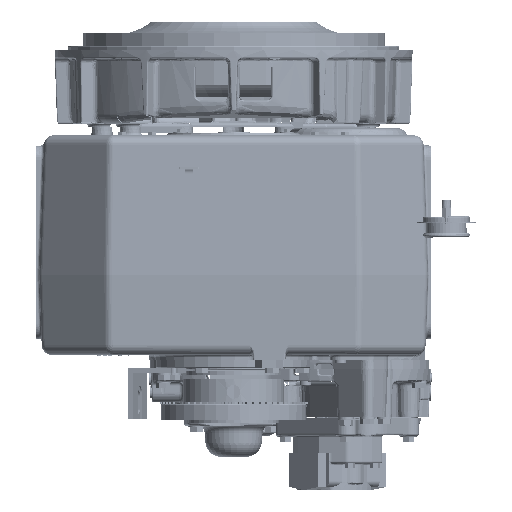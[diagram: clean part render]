
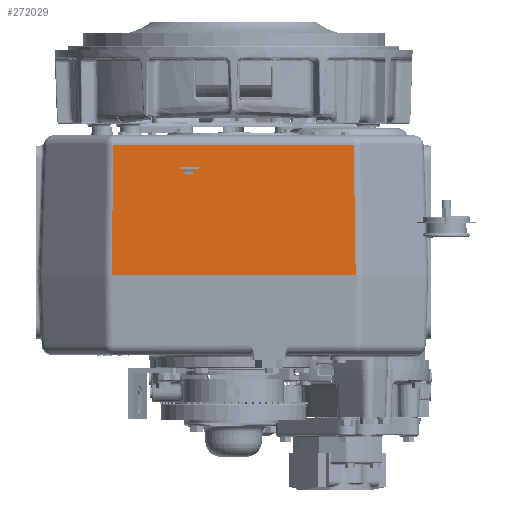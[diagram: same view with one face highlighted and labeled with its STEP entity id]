
A CAD part, front view. The second image highlights one B-rep face of the part: STEP entity #272029.
In plain terms, the highlighted planar face has unit normal (0, -0.999, 0.035).
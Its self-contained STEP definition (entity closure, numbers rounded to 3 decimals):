
#22752 = ORIENTED_EDGE ( 'NONE', *, *, #528485, .T. ) ;
#22767 = ORIENTED_EDGE ( 'NONE', *, *, #528509, .T. ) ;
#22777 = ORIENTED_EDGE ( 'NONE', *, *, #528443, .T. ) ;
#22786 = ORIENTED_EDGE ( 'NONE', *, *, #528521, .F. ) ;
#27206 = AXIS2_PLACEMENT_3D ( 'NONE', #591872, #591925, #591928 ) ;
#248151 = CARTESIAN_POINT ( 'NONE',  ( 185.476, -377.996, -147.142 ) ) ;
#248159 = CARTESIAN_POINT ( 'NONE',  ( 188.377, -385., -347.7 ) ) ;
#248167 = CARTESIAN_POINT ( 'NONE',  ( -185.476, -377.996, -147.142 ) ) ;
#248174 = CARTESIAN_POINT ( 'NONE',  ( -188.377, -385., -347.7 ) ) ;
#272029 = ADVANCED_FACE ( 'NONE', ( #586535 ), #591882, .T. ) ;
#289362 = VERTEX_POINT ( 'NONE', #248151 ) ;
#289367 = VERTEX_POINT ( 'NONE', #248159 ) ;
#289372 = VERTEX_POINT ( 'NONE', #248167 ) ;
#289379 = VERTEX_POINT ( 'NONE', #248174 ) ;
#445781 = EDGE_LOOP ( 'NONE', ( #22752, #22767, #22777, #22786 ) ) ;
#501705 = CARTESIAN_POINT ( 'NONE',  ( -188.337, -384.905, -344.979 ) ) ;
#501708 = DIRECTION ( 'NONE',  ( -0.014, -0.035, -0.999 ) ) ;
#501833 = CARTESIAN_POINT ( 'NONE',  ( 188.337, -384.905, -344.979 ) ) ;
#501855 = DIRECTION ( 'NONE',  ( -0.014, 0.035, 0.999 ) ) ;
#501915 = CARTESIAN_POINT ( 'NONE',  ( -191.876, -377.996, -147.142 ) ) ;
#501919 = DIRECTION ( 'NONE',  ( -1., 0., 0. ) ) ;
#501945 = CARTESIAN_POINT ( 'NONE',  ( 0., -385., -347.7 ) ) ;
#501949 = DIRECTION ( 'NONE',  ( -1., 0., 0. ) ) ;
#511148 = LINE ( 'NONE', #501705, #511154 ) ;
#511154 = VECTOR ( 'NONE', #501708, 1000. ) ;
#511224 = LINE ( 'NONE', #501833, #511249 ) ;
#511249 = VECTOR ( 'NONE', #501855, 1000. ) ;
#511298 = LINE ( 'NONE', #501915, #511302 ) ;
#511302 = VECTOR ( 'NONE', #501919, 1000. ) ;
#511322 = LINE ( 'NONE', #501945, #511328 ) ;
#511328 = VECTOR ( 'NONE', #501949, 1000. ) ;
#528443 = EDGE_CURVE ( 'NONE', #289372, #289379, #511148, .T. ) ;
#528485 = EDGE_CURVE ( 'NONE', #289367, #289362, #511224, .T. ) ;
#528509 = EDGE_CURVE ( 'NONE', #289362, #289372, #511298, .T. ) ;
#528521 = EDGE_CURVE ( 'NONE', #289367, #289379, #511322, .T. ) ;
#586535 = FACE_OUTER_BOUND ( 'NONE', #445781, .T. ) ;
#591872 = CARTESIAN_POINT ( 'NONE',  ( 0., -385., -347.7 ) ) ;
#591882 = PLANE ( 'NONE',  #27206 ) ;
#591925 = DIRECTION ( 'NONE',  ( 0., -0.999, 0.035 ) ) ;
#591928 = DIRECTION ( 'NONE',  ( 0., -0.035, -0.999 ) ) ;
